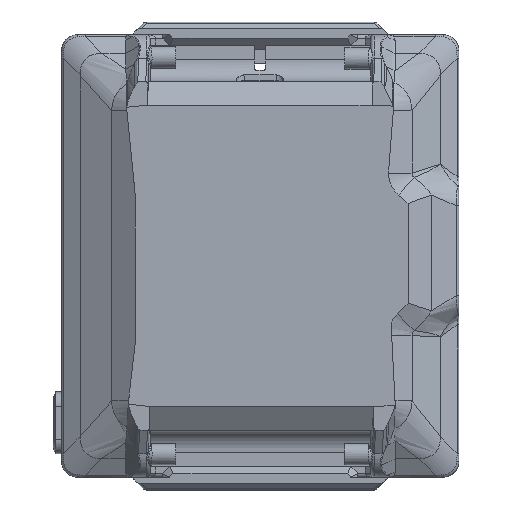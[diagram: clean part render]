
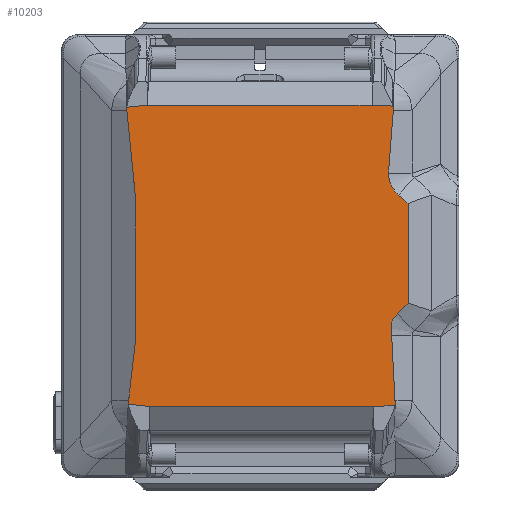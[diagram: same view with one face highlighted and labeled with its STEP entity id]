
A CAD part, top view. The second image highlights one B-rep face of the part: STEP entity #10203.
In plain terms, the highlighted planar face has unit normal (0, 0, 1).
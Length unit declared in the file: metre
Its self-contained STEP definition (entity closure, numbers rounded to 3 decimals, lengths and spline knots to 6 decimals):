
#178=B_SPLINE_CURVE_WITH_KNOTS('',3,(#14197,#14198,#14199,#14200),
 .UNSPECIFIED.,.F.,.F.,(4,4),(0.,0.999997),.UNSPECIFIED.);
#180=B_SPLINE_CURVE_WITH_KNOTS('',3,(#14222,#14223,#14224,#14225),
 .UNSPECIFIED.,.F.,.F.,(4,4),(0.,1.),.UNSPECIFIED.);
#182=B_SPLINE_CURVE_WITH_KNOTS('',3,(#14241,#14242,#14243,#14244),
 .UNSPECIFIED.,.F.,.F.,(4,4),(0.,1.),.UNSPECIFIED.);
#574=CIRCLE('',#10849,0.002793);
#985=ORIENTED_EDGE('',*,*,#4099,.F.);
#986=ORIENTED_EDGE('',*,*,#4103,.F.);
#987=ORIENTED_EDGE('',*,*,#4106,.T.);
#988=ORIENTED_EDGE('',*,*,#4109,.F.);
#989=ORIENTED_EDGE('',*,*,#4112,.F.);
#990=ORIENTED_EDGE('',*,*,#4115,.T.);
#991=ORIENTED_EDGE('',*,*,#4118,.T.);
#992=ORIENTED_EDGE('',*,*,#4121,.F.);
#993=ORIENTED_EDGE('',*,*,#4124,.T.);
#994=ORIENTED_EDGE('',*,*,#4127,.T.);
#995=ORIENTED_EDGE('',*,*,#4130,.T.);
#996=ORIENTED_EDGE('',*,*,#4133,.T.);
#997=ORIENTED_EDGE('',*,*,#4136,.T.);
#998=ORIENTED_EDGE('',*,*,#4139,.F.);
#999=ORIENTED_EDGE('',*,*,#4142,.T.);
#1000=ORIENTED_EDGE('',*,*,#4145,.F.);
#1001=ORIENTED_EDGE('',*,*,#4147,.T.);
#4099=EDGE_CURVE('',#5689,#5690,#6679,.T.);
#4103=EDGE_CURVE('',#5692,#5689,#6683,.T.);
#4106=EDGE_CURVE('',#5692,#5694,#6686,.T.);
#4109=EDGE_CURVE('',#5696,#5694,#6689,.F.);
#4112=EDGE_CURVE('',#5698,#5696,#6692,.T.);
#4115=EDGE_CURVE('',#5698,#5700,#6695,.T.);
#4118=EDGE_CURVE('',#5700,#5702,#6698,.T.);
#4121=EDGE_CURVE('',#5704,#5702,#6701,.F.);
#4124=EDGE_CURVE('',#5704,#5706,#574,.T.);
#4127=EDGE_CURVE('',#5706,#5708,#178,.T.);
#4130=EDGE_CURVE('',#5708,#5710,#6706,.T.);
#4133=EDGE_CURVE('',#5710,#5712,#180,.T.);
#4136=EDGE_CURVE('',#5712,#5714,#182,.T.);
#4139=EDGE_CURVE('',#5716,#5714,#6711,.T.);
#4142=EDGE_CURVE('',#5716,#5718,#6714,.T.);
#4145=EDGE_CURVE('',#5720,#5718,#6717,.T.);
#4147=EDGE_CURVE('',#5720,#5690,#6719,.T.);
#5689=VERTEX_POINT('',#14130);
#5690=VERTEX_POINT('',#14132);
#5692=VERTEX_POINT('',#14138);
#5694=VERTEX_POINT('',#14144);
#5696=VERTEX_POINT('',#14150);
#5698=VERTEX_POINT('',#14156);
#5700=VERTEX_POINT('',#14162);
#5702=VERTEX_POINT('',#14168);
#5704=VERTEX_POINT('',#14174);
#5706=VERTEX_POINT('',#14180);
#5708=VERTEX_POINT('',#14196);
#5710=VERTEX_POINT('',#14205);
#5712=VERTEX_POINT('',#14221);
#5714=VERTEX_POINT('',#14240);
#5716=VERTEX_POINT('',#14249);
#5718=VERTEX_POINT('',#14255);
#5720=VERTEX_POINT('',#14261);
#6679=LINE('',#14131,#7649);
#6683=LINE('',#14139,#7653);
#6686=LINE('',#14145,#7656);
#6689=LINE('',#14151,#7659);
#6692=LINE('',#14157,#7662);
#6695=LINE('',#14163,#7665);
#6698=LINE('',#14169,#7668);
#6701=LINE('',#14175,#7671);
#6706=LINE('',#14206,#7676);
#6711=LINE('',#14250,#7681);
#6714=LINE('',#14256,#7684);
#6717=LINE('',#14262,#7687);
#6719=LINE('',#14265,#7689);
#7649=VECTOR('',#11616,1.);
#7653=VECTOR('',#11622,1.);
#7656=VECTOR('',#11627,1.);
#7659=VECTOR('',#11632,1.);
#7662=VECTOR('',#11637,1.);
#7665=VECTOR('',#11642,1.);
#7668=VECTOR('',#11647,1.);
#7671=VECTOR('',#11652,1.);
#7676=VECTOR('',#11665,1.);
#7681=VECTOR('',#11672,1.);
#7684=VECTOR('',#11677,1.);
#7687=VECTOR('',#11682,1.);
#7689=VECTOR('',#11686,1.);
#8634=EDGE_LOOP('',(#985,#986,#987,#988,#989,#990,#991,#992,#993,#994,#995,
#996,#997,#998,#999,#1000,#1001));
#9256=FACE_BOUND('',#8634,.T.);
#9874=PLANE('',#10855);
#10203=ADVANCED_FACE('',(#9256),#9874,.T.);
#10849=AXIS2_PLACEMENT_3D('',#14181,#11658,#11659);
#10855=AXIS2_PLACEMENT_3D('',#14266,#11687,#11688);
#11616=DIRECTION('',(0.995,0.098,0.));
#11622=DIRECTION('',(-0.098,0.995,0.));
#11627=DIRECTION('',(0.,-1.,0.));
#11632=DIRECTION('',(-0.115,-0.993,0.));
#11637=DIRECTION('',(-0.994,0.112,0.));
#11642=DIRECTION('',(1.,0.,0.));
#11647=DIRECTION('',(0.999,0.046,0.));
#11652=DIRECTION('',(-0.051,0.999,0.));
#11658=DIRECTION('',(0.,0.,-1.));
#11659=DIRECTION('',(0.,1.,0.));
#11665=DIRECTION('',(0.,1.,0.));
#11672=DIRECTION('',(-0.077,-0.997,0.));
#11677=DIRECTION('',(0.006,1.,0.));
#11682=DIRECTION('',(0.999,-0.045,0.));
#11686=DIRECTION('',(-1.,0.,0.));
#11687=DIRECTION('',(0.,0.,1.));
#11688=DIRECTION('',(1.,0.,0.));
#14130=CARTESIAN_POINT('',(-0.014746,0.017487,0.008843));
#14131=CARTESIAN_POINT('',(-0.013755,0.017585,0.008843));
#14132=CARTESIAN_POINT('',(-0.012764,0.017682,0.008843));
#14138=CARTESIAN_POINT('',(-0.013941,0.009294,0.008843));
#14139=CARTESIAN_POINT('',(-0.014665,0.016667,0.008843));
#14144=CARTESIAN_POINT('',(-0.013941,-0.004599,0.008843));
#14145=CARTESIAN_POINT('',(-0.013941,0.022059,0.008843));
#14150=CARTESIAN_POINT('',(-0.014596,-0.01027,0.008843));
#14151=CARTESIAN_POINT('',(-0.010647,0.023942,0.008843));
#14156=CARTESIAN_POINT('',(-0.012596,-0.010495,0.008843));
#14157=CARTESIAN_POINT('',(-0.013595,-0.010383,0.008843));
#14162=CARTESIAN_POINT('',(0.008358,-0.010493,0.008843));
#14163=CARTESIAN_POINT('',(0.005662,-0.010495,0.008843));
#14168=CARTESIAN_POINT('',(0.010372,-0.010397,0.008843));
#14169=CARTESIAN_POINT('',(0.009365,-0.010444,0.008843));
#14174=CARTESIAN_POINT('',(0.009981,-0.002701,0.008843));
#14175=CARTESIAN_POINT('',(0.008714,0.022215,0.008843));
#14180=CARTESIAN_POINT('',(0.010601,-0.001819,0.008843));
#14181=CARTESIAN_POINT('',(0.012533,-0.003835,0.008843));
#14196=CARTESIAN_POINT('',(0.01157,-0.000822,0.008843));
#14197=CARTESIAN_POINT('',(0.010601,-0.001819,0.008843));
#14198=CARTESIAN_POINT('',(0.011051,-0.001381,0.008843));
#14199=CARTESIAN_POINT('',(0.011374,-0.001049,0.008843));
#14200=CARTESIAN_POINT('',(0.01157,-0.000822,0.008843));
#14205=CARTESIAN_POINT('',(0.01157,0.008487,0.008843));
#14206=CARTESIAN_POINT('',(0.01157,0.022059,0.008843));
#14221=CARTESIAN_POINT('',(0.010694,0.009269,0.008843));
#14222=CARTESIAN_POINT('',(0.01157,0.008487,0.008843));
#14223=CARTESIAN_POINT('',(0.011403,0.00865,0.008843));
#14224=CARTESIAN_POINT('',(0.011111,0.008911,0.008843));
#14225=CARTESIAN_POINT('',(0.010694,0.009269,0.008843));
#14240=CARTESIAN_POINT('',(0.009742,0.011337,0.008843));
#14241=CARTESIAN_POINT('',(0.010694,0.009269,0.008843));
#14242=CARTESIAN_POINT('',(0.010094,0.009779,0.008843));
#14243=CARTESIAN_POINT('',(0.009737,0.010549,0.008843));
#14244=CARTESIAN_POINT('',(0.009742,0.011337,0.008843));
#14249=CARTESIAN_POINT('',(0.010178,0.016981,0.008843));
#14250=CARTESIAN_POINT('',(0.009967,0.014246,0.008843));
#14255=CARTESIAN_POINT('',(0.010182,0.017593,0.008843));
#14256=CARTESIAN_POINT('',(0.01018,0.0173,0.008843));
#14261=CARTESIAN_POINT('',(0.008202,0.017682,0.008843));
#14262=CARTESIAN_POINT('',(0.009192,0.017638,0.008843));
#14265=CARTESIAN_POINT('',(0.005662,0.017682,0.008843));
#14266=CARTESIAN_POINT('',(-0.00158,0.003592,0.008843));
